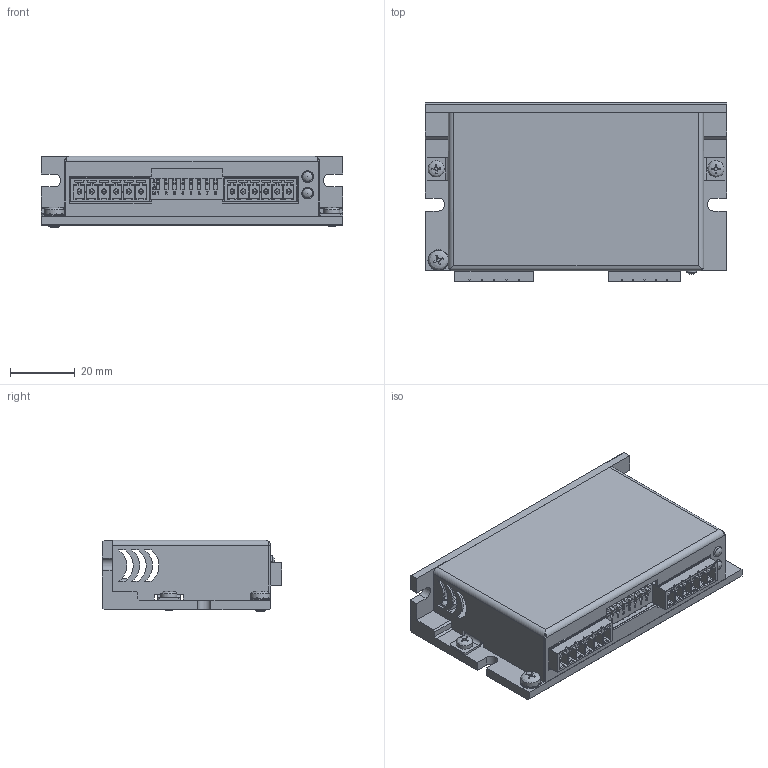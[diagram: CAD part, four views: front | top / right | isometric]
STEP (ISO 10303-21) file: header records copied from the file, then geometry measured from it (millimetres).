
FILE_DESCRIPTION(/* description */ ('Unknown'),/* implementation_level */ '2;1');
FILE_NAME(/* name */ 'EPDO-02',/* time_stamp */ '2021-04-16T12:05:11+02:00',/* author */ ('Unknown'),/* organization */ ('Unknown'),/* preprocessor_version */ 'ST-DEVELOPER v16.7',/* originating_system */ 'Solid Edge',/* authorisation */ 'Unknown');
FILE_SCHEMA (('AUTOMOTIVE_DESIGN {1 0 10303 214 3 1 1}'));
Products named in the file (24): LW3D20xx con IBD02; IBD02-00_oa_0; Board; Open CASCADE STEP translator 6.8 1.1.1; DIP400; DIP-0_PVEM-08H; GL400; 5151061f; CN6; 878330431; Open CASCADE STEP translator 6.8 1.139.1.1; Open CASCADE STEP translator 6.8 1.139.1.2; CN2; 1844252; CN1; 1839665; tcc_M2e5x04; AD_01143_per IBD02; Dissipatore per IBD02 con inserti; Dissipatore per IBD02; inserto_m2_5x06mm; dentellata_M3; tcc_M3x04; Scatola per IBD02
Assembly tree (29 placements, depth 5):
  LW3D20xx con IBD02
    IBD02-00_oa_0
      Board
        Open CASCADE STEP translator 6.8 1.1.1
      DIP400
        DIP-0_PVEM-08H
      GL400
        5151061f
      CN6
        878330431
          Open CASCADE STEP translator 6.8 1.139.1.1
          Open CASCADE STEP translator 6.8 1.139.1.2
      CN2
        1844252
      CN1
        1839665
    tcc_M2e5x04  x6
    AD_01143_per IBD02
    Dissipatore per IBD02 con inserti
      Dissipatore per IBD02
      inserto_m2_5x06mm  x2
    dentellata_M3
    tcc_M3x04
    Scatola per IBD02
Bounding box: 93 x 55.3 x 22.11 mm (x, y, z)
Volume: 34985.7 mm3; surface area: 42820.4 mm2
Topology: 18 solids, 23 shells, 2135 faces, 5479 edges, 3494 vertices
Faces by surface type: plane 1474, cylinder 400, bspline 144, cone 53, sphere 44, torus 20
Full cylindrical faces by diameter (mm): 0.457 x2, 0.762 x4, 0.9 x4, 1 x16, 1.016 x2, 1.2 x24, 1.25 x12, 1.27 x2, 1.397 x1, 1.53 x1, 1.55 x1, 1.6 x10, 2.013 x4, 2.05 x2, 2.459 x1, 2.5 x8, 2.7 x6, 2.75 x2, 3 x1, 3.048 x2, 3.2 x1, 3.6 x2, 3.76 x2, 4.11 x2, 4.25 x2, 5 x6, 6 x1, 6.5 x1
Entity records: 73402 total; most frequent: CARTESIAN_POINT 16427, ORIENTED_EDGE 9840, DIRECTION 8936, EDGE_CURVE 4956, LINE 3708, VECTOR 3708, VERTEX_POINT 3246, AXIS2_PLACEMENT_3D 2614
